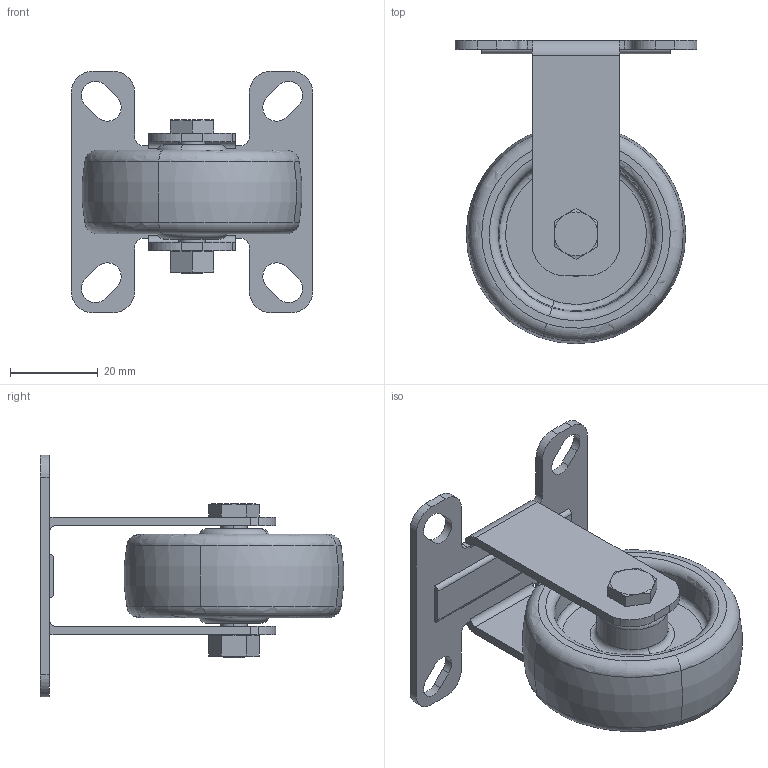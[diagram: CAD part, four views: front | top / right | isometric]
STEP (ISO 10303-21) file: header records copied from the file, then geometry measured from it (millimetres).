
FILE_DESCRIPTION (( 'STEP AP214' ), '1' );
FILE_NAME ('F003574_3D.step', '2022-11-21T18:19:15', ( '' ), ( '' ), 'SwSTEP 2.0', 'SolidWorks 2020', '' );
FILE_SCHEMA (( 'AUTOMOTIVE_DESIGN' ));
Length unit declared in the file: millimetre
Products named in the file (1): F003574_3D
Bounding box: 55 x 68.93 x 55 mm (x, y, z)
Volume: 32964.4 mm3; surface area: 18684.3 mm2
Topology: 2 solids, 2 shells, 151 faces, 392 edges, 254 vertices
Faces by surface type: plane 65, cylinder 38, torus 24, cone 24
Entity records: 6750 total; most frequent: CARTESIAN_POINT 1273, DIRECTION 804, ORIENTED_EDGE 784, EDGE_CURVE 392, AXIS2_PLACEMENT_3D 311, VERTEX_POINT 254, VECTOR 182, LINE 182
